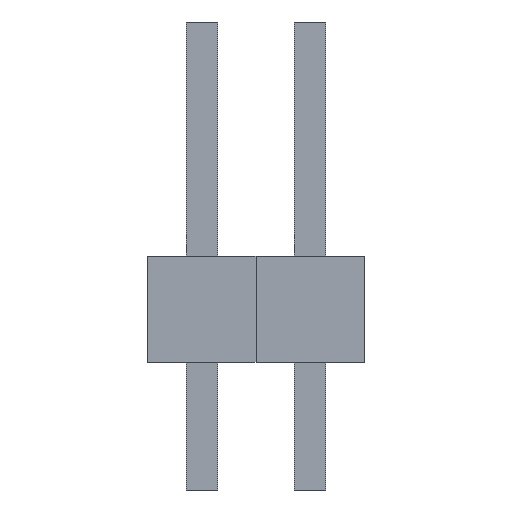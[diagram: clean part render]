
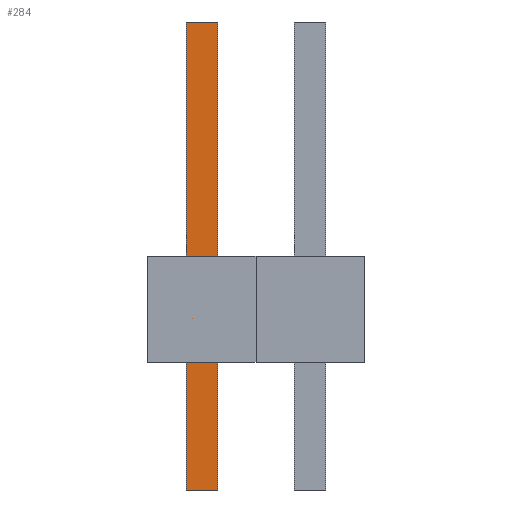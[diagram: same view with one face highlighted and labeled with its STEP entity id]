
A CAD part, front view. The second image highlights one B-rep face of the part: STEP entity #284.
In plain terms, the highlighted planar face has unit normal (0, -1, 0).
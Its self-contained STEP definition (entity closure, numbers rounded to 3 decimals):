
#13=DIRECTION('',(0.,0.,1.));
#14=DIRECTION('',(1.,0.,0.));
#125=VECTOR('',#13,1.);
#132=DIRECTION('',(0.,1.,0.));
#174=VECTOR('',#14,1.);
#238=EDGE_CURVE('',#239,#241,#243,.T.);
#239=VERTEX_POINT('',#240);
#240=CARTESIAN_POINT('',(-0.371,-0.371,-3.));
#241=VERTEX_POINT('',#242);
#242=CARTESIAN_POINT('',(-0.371,-0.371,8.));
#243=LINE('',#240,#125);
#262=ORIENTED_EDGE('',*,*,#263,.F.);
#263=EDGE_CURVE('',#264,#266,#268,.T.);
#264=VERTEX_POINT('',#265);
#265=CARTESIAN_POINT('',(0.371,-0.371,-3.));
#266=VERTEX_POINT('',#267);
#267=CARTESIAN_POINT('',(0.371,-0.371,8.));
#268=LINE('',#265,#125);
#284=ADVANCED_FACE('',(#285),#294,.F.);
#285=FACE_BOUND('',#286,.F.);
#286=EDGE_LOOP('',(#287,#290,#291,#262));
#287=ORIENTED_EDGE('',*,*,#288,.F.);
#288=EDGE_CURVE('',#239,#264,#289,.T.);
#289=LINE('',#240,#174);
#290=ORIENTED_EDGE('',*,*,#238,.T.);
#291=ORIENTED_EDGE('',*,*,#292,.T.);
#292=EDGE_CURVE('',#241,#266,#293,.T.);
#293=LINE('',#242,#174);
#294=PLANE('',#295);
#295=AXIS2_PLACEMENT_3D('',#240,#132,#13);
